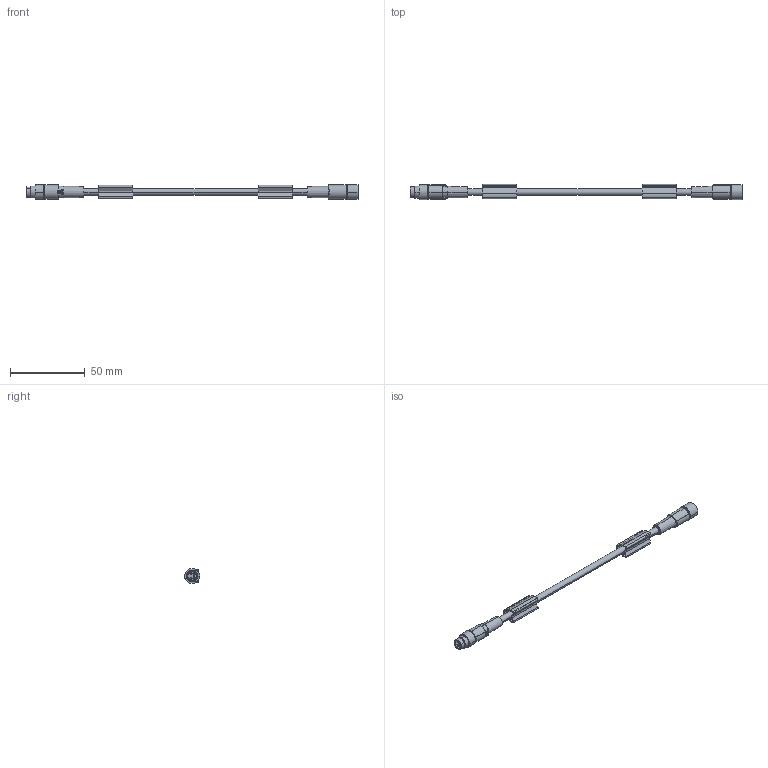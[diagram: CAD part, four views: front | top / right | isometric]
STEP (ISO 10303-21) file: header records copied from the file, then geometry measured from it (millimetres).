
FILE_DESCRIPTION(('SolidDesigner STEP Export'),'2;1');
FILE_NAME('1682168.stp','2011-03-15T 8:42:58',(''),(''),'CoCreate Modeling STEP processor for AP214 (Solid Model)','CoCreate Modeling 16.00A 16-Aug-2008 (C) Parametric Technology GmbH','');
FILE_SCHEMA(('AUTOMOTIVE_DESIGN { 1 0 10303 214 1 1 1 1 }'));
Length unit declared in the file: millimetre
Products named in the file (2): 1682168
Assembly tree (1 placements, depth 2):
  1682168
    1682168
Bounding box: 222.7 x 10.16 x 10 mm (x, y, z)
Volume: 7335.8 mm3; surface area: 7809.6 mm2
Topology: 1 solids, 1 shells, 272 faces, 751 edges, 505 vertices
Faces by surface type: cylinder 130, plane 86, extrusion 38, cone 10, torus 8
Entity records: 15768 total; most frequent: CARTESIAN_POINT 7175, ORIENTED_EDGE 1502, DIRECTION 1134, EDGE_CURVE 751, VERTEX_POINT 505, AXIS2_PLACEMENT_3D 381, VECTOR 372, LINE 336
